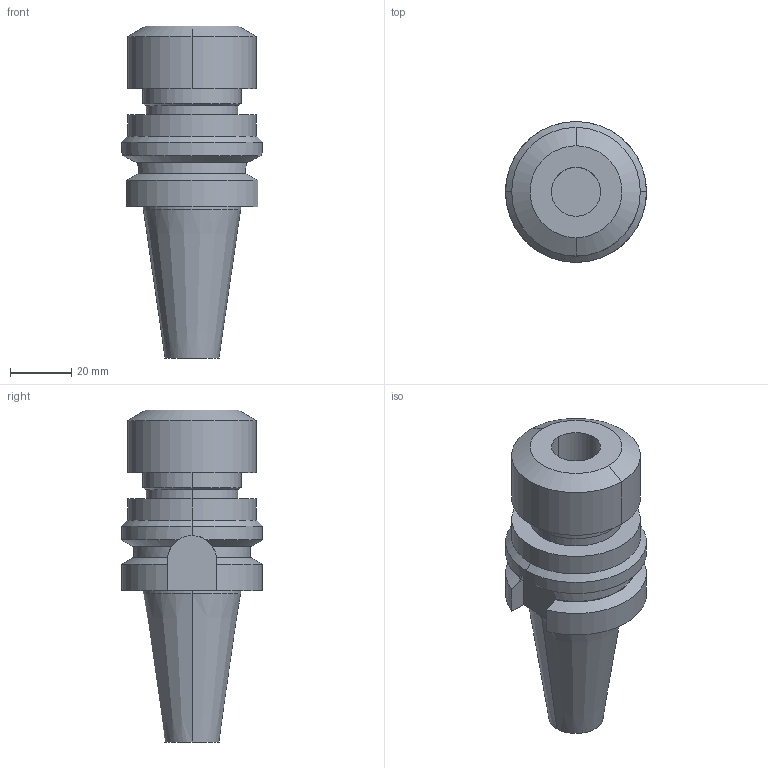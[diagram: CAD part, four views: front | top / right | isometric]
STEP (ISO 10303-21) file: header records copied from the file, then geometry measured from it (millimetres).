
FILE_DESCRIPTION (( 'STEP AP203' ), '1' );
FILE_NAME ('STP-25.122.25.060.STEP', '2017-03-21T05:56:26', ( '' ), ( '' ), 'SwSTEP 2.0', 'SolidWorks 2015', '' );
FILE_SCHEMA (( 'CONFIG_CONTROL_DESIGN' ));
Length unit declared in the file: millimetre
Products named in the file (1): STP-25.122.25.060
Bounding box: 46 x 46 x 108.4 mm (x, y, z)
Volume: 89642.9 mm3; surface area: 18787.3 mm2
Topology: 1 solids, 1 shells, 60 faces, 141 edges, 88 vertices
Faces by surface type: cylinder 27, plane 18, cone 15
Entity records: 1849 total; most frequent: CARTESIAN_POINT 388, DIRECTION 302, ORIENTED_EDGE 278, EDGE_CURVE 139, AXIS2_PLACEMENT_3D 122, VERTEX_POINT 88, EDGE_LOOP 67, CIRCLE 61
